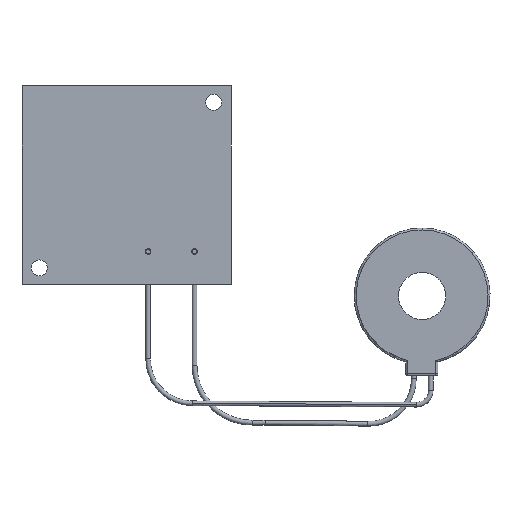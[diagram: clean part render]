
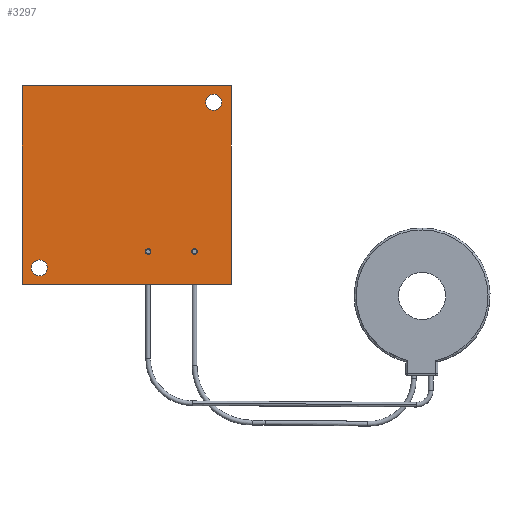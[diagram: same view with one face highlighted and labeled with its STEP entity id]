
A CAD part, front view. The second image highlights one B-rep face of the part: STEP entity #3297.
In plain terms, the highlighted planar face has unit normal (0, -1, 0).
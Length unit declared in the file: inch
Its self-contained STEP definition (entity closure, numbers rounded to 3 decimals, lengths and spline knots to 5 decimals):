
#50 = EDGE_CURVE ( 'NONE', #3826, #8621, #3989, .T. ) ;
#321 = DIRECTION ( 'NONE',  ( 0., 0., -1. ) ) ;
#369 = DIRECTION ( 'NONE',  ( 0., 1., 0. ) ) ;
#413 = ORIENTED_EDGE ( 'NONE', *, *, #9541, .T. ) ;
#499 = CARTESIAN_POINT ( 'NONE',  ( 0.51225, 0., -0.50059 ) ) ;
#545 = VERTEX_POINT ( 'NONE', #10171 ) ;
#585 = VERTEX_POINT ( 'NONE', #10427 ) ;
#604 = LINE ( 'NONE', #16080, #11264 ) ;
#767 = EDGE_LOOP ( 'NONE', ( #12649, #11914 ) ) ;
#1385 = CARTESIAN_POINT ( 'NONE',  ( -0.65661, 0., -0.68355 ) ) ;
#1521 = DIRECTION ( 'NONE',  ( 1., 0., 0. ) ) ;
#1595 = EDGE_CURVE ( 'NONE', #5667, #9108, #9062, .T. ) ;
#1860 = AXIS2_PLACEMENT_3D ( 'NONE', #6839, #3231, #13768 ) ;
#1955 = EDGE_LOOP ( 'NONE', ( #3444, #6349 ) ) ;
#2109 = FACE_BOUND ( 'NONE', #1955, .T. ) ;
#2136 = VERTEX_POINT ( 'NONE', #10107 ) ;
#2235 = ORIENTED_EDGE ( 'NONE', *, *, #14016, .F. ) ;
#2971 = DIRECTION ( 'NONE',  ( 0., 0., -1. ) ) ;
#3231 = DIRECTION ( 'NONE',  ( 0., 1., 0. ) ) ;
#3285 = ORIENTED_EDGE ( 'NONE', *, *, #15986, .F. ) ;
#3297 = ADVANCED_FACE ( 'NONE', ( #2109, #7246, #5971, #16275, #11100 ), #4710, .T. ) ;
#3444 = ORIENTED_EDGE ( 'NONE', *, *, #1595, .F. ) ;
#3571 = EDGE_LOOP ( 'NONE', ( #11744, #3285, #7365, #2235 ) ) ;
#3757 = CARTESIAN_POINT ( 'NONE',  ( 0.16238, 0., -0.52146 ) ) ;
#3813 = CARTESIAN_POINT ( 'NONE',  ( 0.65661, 0., 0.68355 ) ) ;
#3826 = VERTEX_POINT ( 'NONE', #15296 ) ;
#3989 = CIRCLE ( 'NONE', #1860, 0.06 ) ;
#4224 = CARTESIAN_POINT ( 'NONE',  ( 0.51225, 0., -0.50059 ) ) ;
#4320 = EDGE_CURVE ( 'NONE', #15812, #10816, #6003, .T. ) ;
#4467 = AXIS2_PLACEMENT_3D ( 'NONE', #4224, #9363, #2971 ) ;
#4520 = VERTEX_POINT ( 'NONE', #15900 ) ;
#4523 = DIRECTION ( 'NONE',  ( 0., 0., -1. ) ) ;
#4625 = EDGE_LOOP ( 'NONE', ( #13863, #13027 ) ) ;
#4710 = PLANE ( 'NONE',  #7098 ) ;
#5054 = AXIS2_PLACEMENT_3D ( 'NONE', #13689, #15196, #7280 ) ;
#5196 = ORIENTED_EDGE ( 'NONE', *, *, #4320, .T. ) ;
#5355 = CARTESIAN_POINT ( 'NONE',  ( -0.65661, 0., -0.62355 ) ) ;
#5597 = CARTESIAN_POINT ( 'NONE',  ( 0.65661, 0., 0.62355 ) ) ;
#5667 = VERTEX_POINT ( 'NONE', #10033 ) ;
#5674 = DIRECTION ( 'NONE',  ( 0., 0., -1. ) ) ;
#5971 = FACE_BOUND ( 'NONE', #14689, .T. ) ;
#6003 = CIRCLE ( 'NONE', #10847, 0.06 ) ;
#6349 = ORIENTED_EDGE ( 'NONE', *, *, #14316, .F. ) ;
#6423 = DIRECTION ( 'NONE',  ( 0., 1., 0. ) ) ;
#6492 = CARTESIAN_POINT ( 'NONE',  ( 0.51225, 0., -0.52146 ) ) ;
#6839 = CARTESIAN_POINT ( 'NONE',  ( 0.65661, 0., 0.62355 ) ) ;
#7098 = AXIS2_PLACEMENT_3D ( 'NONE', #9850, #13815, #7491 ) ;
#7190 = VECTOR ( 'NONE', #13088, 39.37008 ) ;
#7246 = FACE_BOUND ( 'NONE', #767, .T. ) ;
#7280 = DIRECTION ( 'NONE',  ( 0., 0., -1. ) ) ;
#7320 = EDGE_CURVE ( 'NONE', #4520, #9525, #11460, .T. ) ;
#7365 = ORIENTED_EDGE ( 'NONE', *, *, #15892, .F. ) ;
#7491 = DIRECTION ( 'NONE',  ( 0., 0., -1. ) ) ;
#7834 = EDGE_CURVE ( 'NONE', #8621, #3826, #10119, .T. ) ;
#8305 = LINE ( 'NONE', #9556, #12112 ) ;
#8313 = CARTESIAN_POINT ( 'NONE',  ( 0.16238, 0., -0.50059 ) ) ;
#8621 = VERTEX_POINT ( 'NONE', #3813 ) ;
#8766 = DIRECTION ( 'NONE',  ( 0., 0., 1. ) ) ;
#9062 = CIRCLE ( 'NONE', #13912, 0.02087 ) ;
#9108 = VERTEX_POINT ( 'NONE', #3757 ) ;
#9266 = LINE ( 'NONE', #10456, #14028 ) ;
#9363 = DIRECTION ( 'NONE',  ( 0., -1., 0. ) ) ;
#9466 = DIRECTION ( 'NONE',  ( 0., 1., 0. ) ) ;
#9525 = VERTEX_POINT ( 'NONE', #6492 ) ;
#9541 = EDGE_CURVE ( 'NONE', #10816, #15812, #15179, .T. ) ;
#9556 = CARTESIAN_POINT ( 'NONE',  ( -0.7874, 0., 0.74803 ) ) ;
#9850 = CARTESIAN_POINT ( 'NONE',  ( 0., 0., 0. ) ) ;
#10033 = CARTESIAN_POINT ( 'NONE',  ( 0.16238, 0., -0.47972 ) ) ;
#10107 = CARTESIAN_POINT ( 'NONE',  ( -0.7874, 0., -0.74803 ) ) ;
#10119 = CIRCLE ( 'NONE', #11469, 0.06 ) ;
#10171 = CARTESIAN_POINT ( 'NONE',  ( 0.7874, 0., -0.74803 ) ) ;
#10222 = CIRCLE ( 'NONE', #13444, 0.02087 ) ;
#10283 = CARTESIAN_POINT ( 'NONE',  ( -0.65661, 0., -0.56355 ) ) ;
#10427 = CARTESIAN_POINT ( 'NONE',  ( -0.7874, 0., 0.74803 ) ) ;
#10456 = CARTESIAN_POINT ( 'NONE',  ( -0.7874, 0., 0.74803 ) ) ;
#10548 = DIRECTION ( 'NONE',  ( 0., 0., 1. ) ) ;
#10816 = VERTEX_POINT ( 'NONE', #10283 ) ;
#10847 = AXIS2_PLACEMENT_3D ( 'NONE', #5355, #369, #11675 ) ;
#10862 = DIRECTION ( 'NONE',  ( 0., -1., 0. ) ) ;
#11047 = DIRECTION ( 'NONE',  ( 0., 0., 1. ) ) ;
#11071 = VERTEX_POINT ( 'NONE', #11348 ) ;
#11100 = FACE_OUTER_BOUND ( 'NONE', #3571, .T. ) ;
#11264 = VECTOR ( 'NONE', #5674, 39.37008 ) ;
#11348 = CARTESIAN_POINT ( 'NONE',  ( 0.7874, 0., 0.74803 ) ) ;
#11460 = CIRCLE ( 'NONE', #4467, 0.02087 ) ;
#11469 = AXIS2_PLACEMENT_3D ( 'NONE', #5597, #9466, #11047 ) ;
#11675 = DIRECTION ( 'NONE',  ( 0., 0., 1. ) ) ;
#11744 = ORIENTED_EDGE ( 'NONE', *, *, #14999, .F. ) ;
#11914 = ORIENTED_EDGE ( 'NONE', *, *, #16053, .F. ) ;
#12112 = VECTOR ( 'NONE', #8766, 39.37008 ) ;
#12318 = CIRCLE ( 'NONE', #5054, 0.02087 ) ;
#12649 = ORIENTED_EDGE ( 'NONE', *, *, #7320, .F. ) ;
#12925 = CARTESIAN_POINT ( 'NONE',  ( -0.7874, 0., -0.74803 ) ) ;
#13027 = ORIENTED_EDGE ( 'NONE', *, *, #50, .T. ) ;
#13088 = DIRECTION ( 'NONE',  ( -1., 0., 0. ) ) ;
#13444 = AXIS2_PLACEMENT_3D ( 'NONE', #499, #10862, #321 ) ;
#13689 = CARTESIAN_POINT ( 'NONE',  ( 0.16238, 0., -0.50059 ) ) ;
#13768 = DIRECTION ( 'NONE',  ( 0., 0., 1. ) ) ;
#13815 = DIRECTION ( 'NONE',  ( 0., -1., 0. ) ) ;
#13863 = ORIENTED_EDGE ( 'NONE', *, *, #7834, .T. ) ;
#13912 = AXIS2_PLACEMENT_3D ( 'NONE', #8313, #16096, #4523 ) ;
#14016 = EDGE_CURVE ( 'NONE', #545, #2136, #15728, .T. ) ;
#14028 = VECTOR ( 'NONE', #1521, 39.37008 ) ;
#14109 = AXIS2_PLACEMENT_3D ( 'NONE', #15636, #6423, #10548 ) ;
#14316 = EDGE_CURVE ( 'NONE', #9108, #5667, #12318, .T. ) ;
#14689 = EDGE_LOOP ( 'NONE', ( #413, #5196 ) ) ;
#14999 = EDGE_CURVE ( 'NONE', #11071, #545, #604, .T. ) ;
#15179 = CIRCLE ( 'NONE', #14109, 0.06 ) ;
#15196 = DIRECTION ( 'NONE',  ( 0., -1., 0. ) ) ;
#15296 = CARTESIAN_POINT ( 'NONE',  ( 0.65661, 0., 0.56355 ) ) ;
#15636 = CARTESIAN_POINT ( 'NONE',  ( -0.65661, 0., -0.62355 ) ) ;
#15728 = LINE ( 'NONE', #12925, #7190 ) ;
#15812 = VERTEX_POINT ( 'NONE', #1385 ) ;
#15892 = EDGE_CURVE ( 'NONE', #2136, #585, #8305, .T. ) ;
#15900 = CARTESIAN_POINT ( 'NONE',  ( 0.51225, 0., -0.47972 ) ) ;
#15986 = EDGE_CURVE ( 'NONE', #585, #11071, #9266, .T. ) ;
#16053 = EDGE_CURVE ( 'NONE', #9525, #4520, #10222, .T. ) ;
#16080 = CARTESIAN_POINT ( 'NONE',  ( 0.7874, 0., 0.74803 ) ) ;
#16096 = DIRECTION ( 'NONE',  ( 0., -1., 0. ) ) ;
#16275 = FACE_BOUND ( 'NONE', #4625, .T. ) ;
